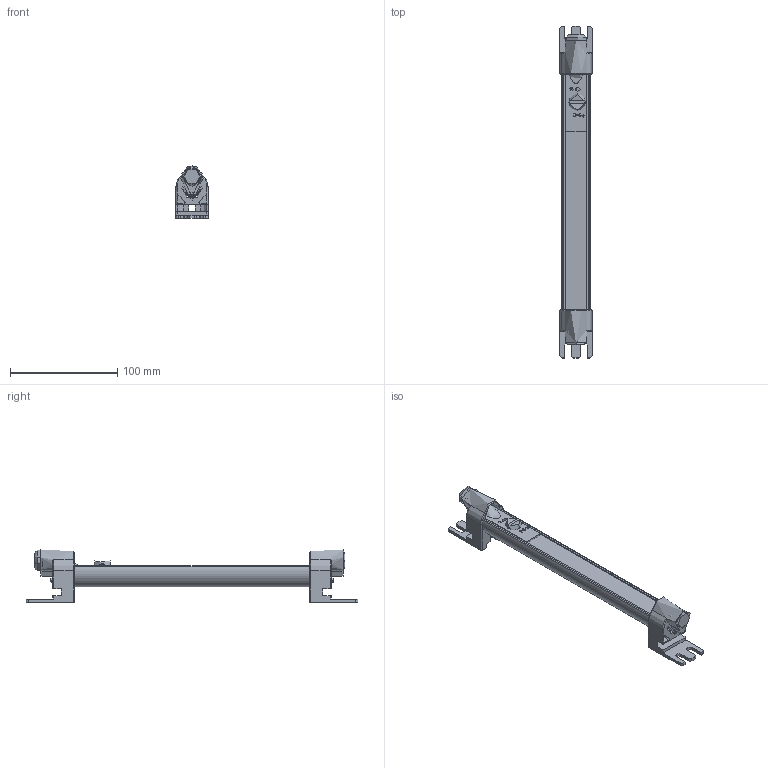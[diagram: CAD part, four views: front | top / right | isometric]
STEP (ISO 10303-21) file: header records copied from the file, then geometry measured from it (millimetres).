
FILE_DESCRIPTION(/* description */ (''),/* implementation_level */ '2;1');
FILE_NAME(/* name */ '102087_LED04-S.stp',/* time_stamp */ '2024-08-22T10:55:27+02:00',/* author */ ('CAD'),/* organization */ (''),/* preprocessor_version */ 'ST-DEVELOPER v15.6',/* originating_system */ 'Autodesk Inventor 2015',/* authorisation */ '');
FILE_SCHEMA (('AUTOMOTIVE_DESIGN { 1 0 10303 214 3 1 1 }'));
Length unit declared in the file: millimetre
Products named in the file (1): 102087_LED04-S_Shrinkwrap_1
Bounding box: 30 x 310 x 49 mm (x, y, z)
Surface area: 56122.4 mm2 (no closed solid volume)
Topology: 0 solids, 29 shells, 202 faces, 853 edges, 658 vertices
Faces by surface type: plane 100, cylinder 83, torus 13, bspline 2, cone 2, sphere 2
Full cylindrical faces by diameter (mm): 3 x2, 4 x2, 17.5 x2
Entity records: 9596 total; most frequent: CARTESIAN_POINT 2288, DIRECTION 1496, ORIENTED_EDGE 1290, EDGE_CURVE 838, VERTEX_POINT 652, AXIS2_PLACEMENT_3D 499, LINE 498, VECTOR 498
